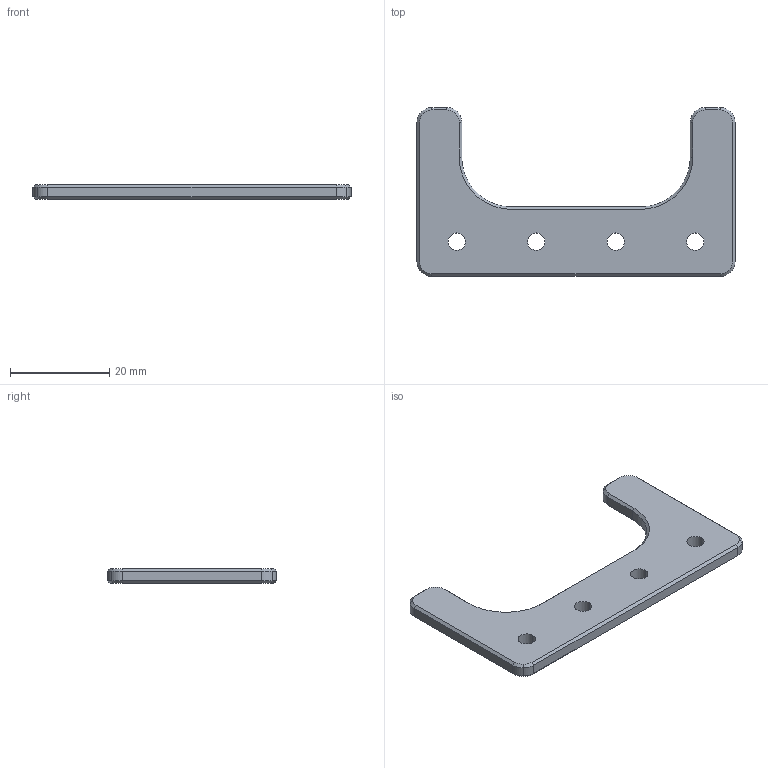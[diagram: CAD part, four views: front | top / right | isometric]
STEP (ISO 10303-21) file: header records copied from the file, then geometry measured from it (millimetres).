
FILE_DESCRIPTION (( 'STEP AP214' ), '1' );
FILE_NAME ('76088-battery-clip.STEP', '2021-07-06T16:14:27', ( '' ), ( '' ), 'SwSTEP 2.0', 'SolidWorks 2021', '' );
FILE_SCHEMA (( 'AUTOMOTIVE_DESIGN' ));
Length unit declared in the file: millimetre
Products named in the file (1): 76088-battery-clip
Bounding box: 64 x 34 x 3 mm (x, y, z)
Volume: 3691.9 mm3; surface area: 3159.4 mm2
Topology: 1 solids, 1 shells, 76 faces, 178 edges, 104 vertices
Faces by surface type: cone 28, plane 26, cylinder 22
Entity records: 2192 total; most frequent: DIRECTION 404, CARTESIAN_POINT 359, ORIENTED_EDGE 356, EDGE_CURVE 178, AXIS2_PLACEMENT_3D 149, LINE 106, VECTOR 106, VERTEX_POINT 104
